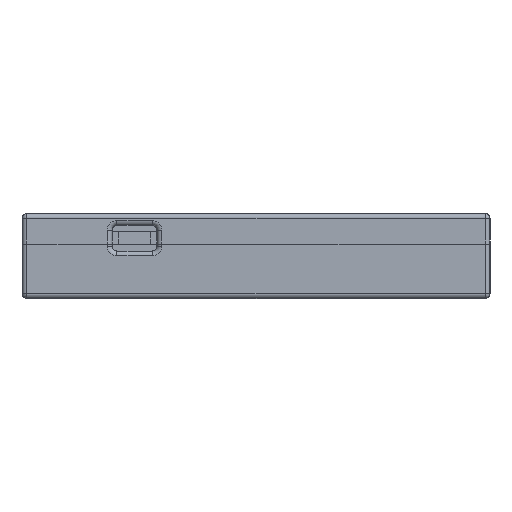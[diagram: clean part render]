
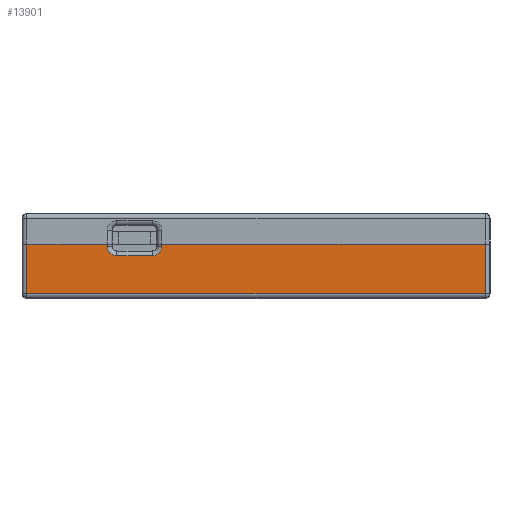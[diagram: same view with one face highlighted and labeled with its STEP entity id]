
A CAD part, left-side view. The second image highlights one B-rep face of the part: STEP entity #13901.
In plain terms, the highlighted planar face has unit normal (-1, 0, 0).
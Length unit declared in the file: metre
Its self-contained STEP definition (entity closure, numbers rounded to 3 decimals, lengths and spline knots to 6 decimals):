
#303=CIRCLE('',#14787,0.003);
#304=CIRCLE('',#14788,0.003);
#3743=ORIENTED_EDGE('',*,*,#5881,.F.);
#3744=ORIENTED_EDGE('',*,*,#5882,.T.);
#3745=ORIENTED_EDGE('',*,*,#5883,.F.);
#3746=ORIENTED_EDGE('',*,*,#5884,.T.);
#3747=ORIENTED_EDGE('',*,*,#5885,.F.);
#3748=ORIENTED_EDGE('',*,*,#5886,.T.);
#3749=ORIENTED_EDGE('',*,*,#5887,.F.);
#3750=ORIENTED_EDGE('',*,*,#5888,.T.);
#3751=ORIENTED_EDGE('',*,*,#5889,.T.);
#3752=ORIENTED_EDGE('',*,*,#5890,.T.);
#5881=EDGE_CURVE('',#7223,#7224,#8935,.T.);
#5882=EDGE_CURVE('',#7223,#7225,#8936,.T.);
#5883=EDGE_CURVE('',#7226,#7225,#303,.F.);
#5884=EDGE_CURVE('',#7226,#7227,#8937,.F.);
#5885=EDGE_CURVE('',#7228,#7227,#304,.F.);
#5886=EDGE_CURVE('',#7228,#7229,#8938,.F.);
#5887=EDGE_CURVE('',#7230,#7229,#8939,.T.);
#5888=EDGE_CURVE('',#7230,#7231,#8940,.T.);
#5889=EDGE_CURVE('',#7231,#7232,#8941,.T.);
#5890=EDGE_CURVE('',#7232,#7224,#8942,.F.);
#7223=VERTEX_POINT('',#22038);
#7224=VERTEX_POINT('',#22039);
#7225=VERTEX_POINT('',#22041);
#7226=VERTEX_POINT('',#22043);
#7227=VERTEX_POINT('',#22045);
#7228=VERTEX_POINT('',#22047);
#7229=VERTEX_POINT('',#22049);
#7230=VERTEX_POINT('',#22051);
#7231=VERTEX_POINT('',#22053);
#7232=VERTEX_POINT('',#22055);
#8935=LINE('',#22037,#10562);
#8936=LINE('',#22040,#10563);
#8937=LINE('',#22044,#10564);
#8938=LINE('',#22048,#10565);
#8939=LINE('',#22050,#10566);
#8940=LINE('',#22052,#10567);
#8941=LINE('',#22054,#10568);
#8942=LINE('',#22056,#10569);
#10562=VECTOR('',#18018,1.);
#10563=VECTOR('',#18019,1.);
#10564=VECTOR('',#18022,1.);
#10565=VECTOR('',#18025,1.);
#10566=VECTOR('',#18026,1.);
#10567=VECTOR('',#18027,1.);
#10568=VECTOR('',#18028,1.);
#10569=VECTOR('',#18029,1.);
#11449=EDGE_LOOP('',(#3743,#3744,#3745,#3746,#3747,#3748,#3749,#3750,#3751,
#3752));
#12494=FACE_BOUND('',#11449,.T.);
#13253=PLANE('',#14786);
#13901=ADVANCED_FACE('',(#12494),#13253,.F.);
#14786=AXIS2_PLACEMENT_3D('',#22036,#18016,#18017);
#14787=AXIS2_PLACEMENT_3D('',#22042,#18020,#18021);
#14788=AXIS2_PLACEMENT_3D('',#22046,#18023,#18024);
#18016=DIRECTION('',(1.,0.,0.));
#18017=DIRECTION('',(0.,0.,-1.));
#18018=DIRECTION('',(0.,-1.,0.));
#18019=DIRECTION('',(0.,0.,-1.));
#18020=DIRECTION('',(1.,0.,0.));
#18021=DIRECTION('',(0.,0.,-1.));
#18022=DIRECTION('',(0.,-1.,0.));
#18023=DIRECTION('',(1.,0.,0.));
#18024=DIRECTION('',(0.,0.,-1.));
#18025=DIRECTION('',(0.,0.,-1.));
#18026=DIRECTION('',(0.,-1.,0.));
#18027=DIRECTION('',(0.,0.,-1.));
#18028=DIRECTION('',(0.,-1.,0.));
#18029=DIRECTION('',(0.,0.,-1.));
#22036=CARTESIAN_POINT('',(-0.146835,-0.000298,0.017));
#22037=CARTESIAN_POINT('',(-0.146835,-0.000298,0.017));
#22038=CARTESIAN_POINT('',(-0.146835,0.029126,0.017));
#22039=CARTESIAN_POINT('',(-0.146835,-0.071864,0.017));
#22040=CARTESIAN_POINT('',(-0.146835,0.029126,0.014851));
#22041=CARTESIAN_POINT('',(-0.146835,0.029126,0.016351));
#22042=CARTESIAN_POINT('',(-0.146835,0.032126,0.016351));
#22043=CARTESIAN_POINT('',(-0.146835,0.032126,0.013351));
#22044=CARTESIAN_POINT('',(-0.146835,-0.000298,0.013351));
#22045=CARTESIAN_POINT('',(-0.146835,0.043126,0.013351));
#22046=CARTESIAN_POINT('',(-0.146835,0.043126,0.016351));
#22047=CARTESIAN_POINT('',(-0.146835,0.046126,0.016351));
#22048=CARTESIAN_POINT('',(-0.146835,0.046126,0.017));
#22049=CARTESIAN_POINT('',(-0.146835,0.046126,0.017));
#22050=CARTESIAN_POINT('',(-0.146835,-0.000298,0.017));
#22051=CARTESIAN_POINT('',(-0.146835,0.071267,0.017));
#22052=CARTESIAN_POINT('',(-0.146835,0.071267,0.));
#22053=CARTESIAN_POINT('',(-0.146835,0.071267,0.0015));
#22054=CARTESIAN_POINT('',(-0.146835,-0.000298,0.0015));
#22055=CARTESIAN_POINT('',(-0.146835,-0.071864,0.0015));
#22056=CARTESIAN_POINT('',(-0.146835,-0.071864,0.017));
